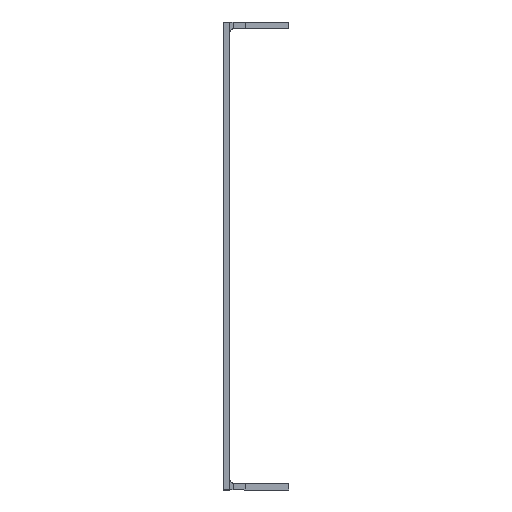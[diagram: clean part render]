
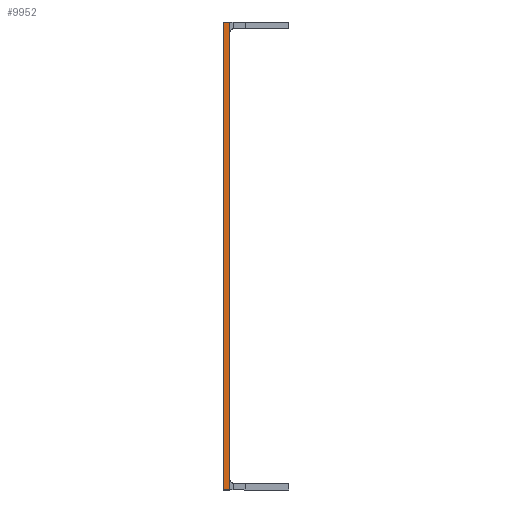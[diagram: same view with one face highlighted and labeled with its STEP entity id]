
A CAD part, left-side view. The second image highlights one B-rep face of the part: STEP entity #9952.
In plain terms, the highlighted planar face has unit normal (-1, 0, 0).
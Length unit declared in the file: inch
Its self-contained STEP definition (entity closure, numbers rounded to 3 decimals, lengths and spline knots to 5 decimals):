
#220 = CARTESIAN_POINT ( 'NONE',  ( -9.5, 0.05, -1.74 ) ) ;
#826 = CARTESIAN_POINT ( 'NONE',  ( -9.5, -38.63213, -1.74 ) ) ;
#890 = ORIENTED_EDGE ( 'NONE', *, *, #11729, .T. ) ;
#2470 = EDGE_CURVE ( 'NONE', #4275, #10124, #4881, .T. ) ;
#2521 = AXIS2_PLACEMENT_3D ( 'NONE', #3625, #11859, #4798 ) ;
#2948 = EDGE_CURVE ( 'NONE', #8664, #8672, #12071, .T. ) ;
#3625 = CARTESIAN_POINT ( 'NONE',  ( -9.5, -38.63213, -1.74 ) ) ;
#3940 = CARTESIAN_POINT ( 'NONE',  ( -9.5, 0.05, 1.74 ) ) ;
#4275 = VERTEX_POINT ( 'NONE', #220 ) ;
#4541 = VECTOR ( 'NONE', #10295, 39.37008 ) ;
#4739 = PLANE ( 'NONE',  #2521 ) ;
#4798 = DIRECTION ( 'NONE',  ( 0., 0., 1. ) ) ;
#4881 = LINE ( 'NONE', #13497, #7624 ) ;
#5216 = EDGE_CURVE ( 'NONE', #8664, #4275, #8019, .T. ) ;
#5889 = CARTESIAN_POINT ( 'NONE',  ( -9.5, 0., 1.74 ) ) ;
#6573 = DIRECTION ( 'NONE',  ( 0., 1., 0. ) ) ;
#6769 = VECTOR ( 'NONE', #6573, 39.37008 ) ;
#7013 = CARTESIAN_POINT ( 'NONE',  ( -9.5, 0., -1.74 ) ) ;
#7624 = VECTOR ( 'NONE', #9967, 39.37008 ) ;
#8019 = LINE ( 'NONE', #826, #4541 ) ;
#8446 = CARTESIAN_POINT ( 'NONE',  ( -9.5, 0., -1.74 ) ) ;
#8524 = EDGE_LOOP ( 'NONE', ( #890, #10757, #11399, #14792 ) ) ;
#8571 = VECTOR ( 'NONE', #10830, 39.37008 ) ;
#8664 = VERTEX_POINT ( 'NONE', #7013 ) ;
#8672 = VERTEX_POINT ( 'NONE', #5889 ) ;
#9545 = LINE ( 'NONE', #13612, #6769 ) ;
#9952 = ADVANCED_FACE ( 'NONE', ( #11665 ), #4739, .T. ) ;
#9967 = DIRECTION ( 'NONE',  ( 0., 0., 1. ) ) ;
#10124 = VERTEX_POINT ( 'NONE', #3940 ) ;
#10295 = DIRECTION ( 'NONE',  ( 0., 1., 0. ) ) ;
#10757 = ORIENTED_EDGE ( 'NONE', *, *, #2470, .F. ) ;
#10830 = DIRECTION ( 'NONE',  ( 0., 0., 1. ) ) ;
#11399 = ORIENTED_EDGE ( 'NONE', *, *, #5216, .F. ) ;
#11665 = FACE_OUTER_BOUND ( 'NONE', #8524, .T. ) ;
#11729 = EDGE_CURVE ( 'NONE', #8672, #10124, #9545, .T. ) ;
#11859 = DIRECTION ( 'NONE',  ( -1., 0., 0. ) ) ;
#12071 = LINE ( 'NONE', #8446, #8571 ) ;
#13497 = CARTESIAN_POINT ( 'NONE',  ( -9.5, 0.05, -1.74 ) ) ;
#13612 = CARTESIAN_POINT ( 'NONE',  ( -9.5, -38.63213, 1.74 ) ) ;
#14792 = ORIENTED_EDGE ( 'NONE', *, *, #2948, .T. ) ;
